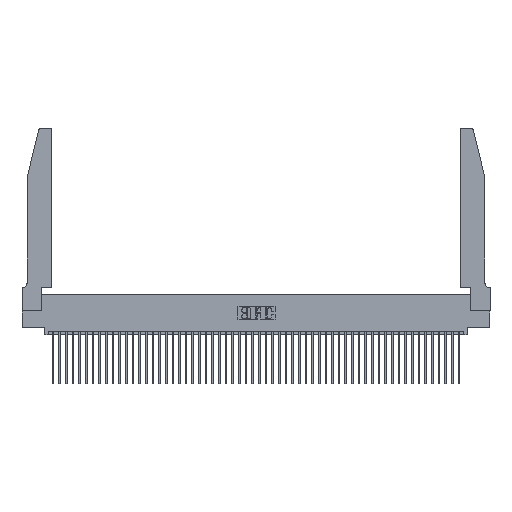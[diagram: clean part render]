
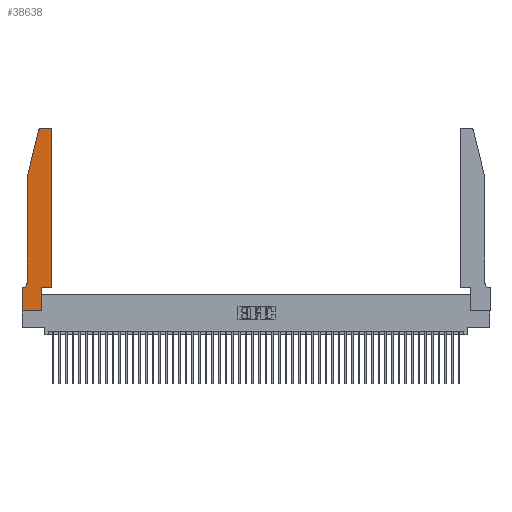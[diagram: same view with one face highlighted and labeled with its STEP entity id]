
A CAD part, top view. The second image highlights one B-rep face of the part: STEP entity #38638.
In plain terms, the highlighted planar face has unit normal (0, 0, 1).
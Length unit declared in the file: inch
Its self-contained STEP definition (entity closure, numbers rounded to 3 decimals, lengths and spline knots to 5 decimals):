
#567 = DIRECTION ( 'NONE',  ( -1., 0., 0. ) ) ;
#1392 = LINE ( 'NONE', #12754, #18833 ) ;
#1715 = CARTESIAN_POINT ( 'NONE',  ( 0., 0., 0.37 ) ) ;
#2116 = CARTESIAN_POINT ( 'NONE',  ( 0.0755, 0.42, 0.37 ) ) ;
#2364 = DIRECTION ( 'NONE',  ( 0., 1., 0. ) ) ;
#3289 = VECTOR ( 'NONE', #2364, 39.37008 ) ;
#3330 = DIRECTION ( 'NONE',  ( -0.239, -0.971, 0. ) ) ;
#3418 = ORIENTED_EDGE ( 'NONE', *, *, #31729, .T. ) ;
#4307 = EDGE_CURVE ( 'NONE', #9995, #19190, #27879, .T. ) ;
#5097 = EDGE_CURVE ( 'NONE', #40691, #46747, #46644, .T. ) ;
#6650 = VERTEX_POINT ( 'NONE', #14252 ) ;
#6799 = DIRECTION ( 'NONE',  ( 0., 1., 0. ) ) ;
#7251 = ORIENTED_EDGE ( 'NONE', *, *, #19438, .T. ) ;
#7426 = DIRECTION ( 'NONE',  ( 0., 0., 1. ) ) ;
#7526 = DIRECTION ( 'NONE',  ( 1., 0., 0. ) ) ;
#7936 = ORIENTED_EDGE ( 'NONE', *, *, #38537, .T. ) ;
#8428 = CARTESIAN_POINT ( 'NONE',  ( 0.0055, 0.35, 0.37 ) ) ;
#8581 = ORIENTED_EDGE ( 'NONE', *, *, #21242, .T. ) ;
#9195 = ORIENTED_EDGE ( 'NONE', *, *, #5097, .T. ) ;
#9745 = EDGE_CURVE ( 'NONE', #46747, #33581, #38527, .T. ) ;
#9995 = VERTEX_POINT ( 'NONE', #11451 ) ;
#10396 = EDGE_CURVE ( 'NONE', #42396, #6650, #12809, .T. ) ;
#11206 = CARTESIAN_POINT ( 'NONE',  ( 0.4505, 2.72, 0.37 ) ) ;
#11406 = EDGE_CURVE ( 'NONE', #27444, #40691, #38937, .T. ) ;
#11451 = CARTESIAN_POINT ( 'NONE',  ( 0.4505, 0.35, 0.37 ) ) ;
#12170 = CARTESIAN_POINT ( 'NONE',  ( 0.2865, 0., 0.37 ) ) ;
#12754 = CARTESIAN_POINT ( 'NONE',  ( 0.0755, 0.35, 0.37 ) ) ;
#12809 = LINE ( 'NONE', #49406, #3289 ) ;
#13561 = ORIENTED_EDGE ( 'NONE', *, *, #16340, .T. ) ;
#13991 = AXIS2_PLACEMENT_3D ( 'NONE', #23177, #7426, #34917 ) ;
#14252 = CARTESIAN_POINT ( 'NONE',  ( 0.2865, 0.35, 0.37 ) ) ;
#14929 = DIRECTION ( 'NONE',  ( 0., 0., 1. ) ) ;
#15047 = VECTOR ( 'NONE', #50783, 39.37008 ) ;
#15470 = LINE ( 'NONE', #35000, #25942 ) ;
#15964 = ORIENTED_EDGE ( 'NONE', *, *, #11406, .T. ) ;
#16291 = DIRECTION ( 'NONE',  ( 0., 0., 1. ) ) ;
#16340 = EDGE_CURVE ( 'NONE', #6650, #9995, #15470, .T. ) ;
#17265 = ORIENTED_EDGE ( 'NONE', *, *, #4307, .T. ) ;
#17818 = VECTOR ( 'NONE', #40698, 39.37008 ) ;
#18833 = VECTOR ( 'NONE', #20638, 39.37008 ) ;
#19190 = VERTEX_POINT ( 'NONE', #11206 ) ;
#19438 = EDGE_CURVE ( 'NONE', #34677, #35604, #1392, .T. ) ;
#20638 = DIRECTION ( 'NONE',  ( -1., 0., 0. ) ) ;
#21242 = EDGE_CURVE ( 'NONE', #35604, #35507, #44443, .T. ) ;
#22588 = AXIS2_PLACEMENT_3D ( 'NONE', #39656, #16291, #43540 ) ;
#22744 = ORIENTED_EDGE ( 'NONE', *, *, #10396, .T. ) ;
#23177 = CARTESIAN_POINT ( 'NONE',  ( 0., 0.35, 0.37 ) ) ;
#24400 = DIRECTION ( 'NONE',  ( 0., 0., -1. ) ) ;
#24772 = VECTOR ( 'NONE', #3330, 39.37008 ) ;
#25190 = ORIENTED_EDGE ( 'NONE', *, *, #40210, .T. ) ;
#25275 = DIRECTION ( 'NONE',  ( 0., -1., 0. ) ) ;
#25531 = DIRECTION ( 'NONE',  ( 1., 0., 0. ) ) ;
#25661 = AXIS2_PLACEMENT_3D ( 'NONE', #47675, #24400, #567 ) ;
#25939 = CARTESIAN_POINT ( 'NONE',  ( 0.4205, 2.75, 0.37 ) ) ;
#25942 = VECTOR ( 'NONE', #7526, 39.37008 ) ;
#26871 = CARTESIAN_POINT ( 'NONE',  ( 0.284, 2.75, 0.37 ) ) ;
#27444 = VERTEX_POINT ( 'NONE', #26871 ) ;
#27538 = CARTESIAN_POINT ( 'NONE',  ( 0.2605, 2.75, 0.37 ) ) ;
#27879 = LINE ( 'NONE', #34297, #38213 ) ;
#29480 = ORIENTED_EDGE ( 'NONE', *, *, #48609, .T. ) ;
#29723 = CIRCLE ( 'NONE', #46322, 0.03 ) ;
#31022 = PLANE ( 'NONE',  #13991 ) ;
#31272 = ORIENTED_EDGE ( 'NONE', *, *, #9745, .T. ) ;
#31729 = EDGE_CURVE ( 'NONE', #33581, #34677, #38548, .T. ) ;
#31857 = EDGE_LOOP ( 'NONE', ( #25190, #15964, #9195, #31272, #3418, #7251, #8581, #29480, #22744, #13561, #17265, #7936 ) ) ;
#33581 = VERTEX_POINT ( 'NONE', #2116 ) ;
#34297 = CARTESIAN_POINT ( 'NONE',  ( 0.4505, 0.35, 0.37 ) ) ;
#34560 = LINE ( 'NONE', #1715, #43688 ) ;
#34677 = VERTEX_POINT ( 'NONE', #8428 ) ;
#34917 = DIRECTION ( 'NONE',  ( 1., 0., 0. ) ) ;
#35000 = CARTESIAN_POINT ( 'NONE',  ( 0.4505, 0.35, 0.37 ) ) ;
#35173 = FACE_OUTER_BOUND ( 'NONE', #31857, .T. ) ;
#35314 = VECTOR ( 'NONE', #25275, 39.37008 ) ;
#35507 = VERTEX_POINT ( 'NONE', #40719 ) ;
#35604 = VERTEX_POINT ( 'NONE', #37460 ) ;
#36613 = VERTEX_POINT ( 'NONE', #25939 ) ;
#36772 = CARTESIAN_POINT ( 'NONE',  ( 0.0755, 2., 0.37 ) ) ;
#37006 = CARTESIAN_POINT ( 'NONE',  ( 0., 0., 0.37 ) ) ;
#37460 = CARTESIAN_POINT ( 'NONE',  ( 0., 0.35, 0.37 ) ) ;
#37893 = CARTESIAN_POINT ( 'NONE',  ( 0.0755, 2., 0.37 ) ) ;
#38213 = VECTOR ( 'NONE', #6799, 39.37008 ) ;
#38322 = CARTESIAN_POINT ( 'NONE',  ( 0.4205, 2.72, 0.37 ) ) ;
#38527 = LINE ( 'NONE', #36772, #17818 ) ;
#38537 = EDGE_CURVE ( 'NONE', #19190, #36613, #29723, .T. ) ;
#38548 = CIRCLE ( 'NONE', #25661, 0.07 ) ;
#38638 = ADVANCED_FACE ( 'NONE', ( #35173 ), #31022, .T. ) ;
#38937 = CIRCLE ( 'NONE', #22588, 0.03 ) ;
#39656 = CARTESIAN_POINT ( 'NONE',  ( 0.284, 2.72, 0.37 ) ) ;
#40210 = EDGE_CURVE ( 'NONE', #36613, #27444, #46171, .T. ) ;
#40691 = VERTEX_POINT ( 'NONE', #43824 ) ;
#40698 = DIRECTION ( 'NONE',  ( 0., -1., 0. ) ) ;
#40719 = CARTESIAN_POINT ( 'NONE',  ( 0., 0., 0.37 ) ) ;
#42214 = DIRECTION ( 'NONE',  ( 1., 0., 0. ) ) ;
#42396 = VERTEX_POINT ( 'NONE', #12170 ) ;
#43540 = DIRECTION ( 'NONE',  ( 1., 0., 0. ) ) ;
#43688 = VECTOR ( 'NONE', #25531, 39.37008 ) ;
#43824 = CARTESIAN_POINT ( 'NONE',  ( 0.25487, 2.72718, 0.37 ) ) ;
#44443 = LINE ( 'NONE', #37006, #35314 ) ;
#46171 = LINE ( 'NONE', #27538, #15047 ) ;
#46322 = AXIS2_PLACEMENT_3D ( 'NONE', #38322, #14929, #42214 ) ;
#46644 = LINE ( 'NONE', #50164, #24772 ) ;
#46747 = VERTEX_POINT ( 'NONE', #37893 ) ;
#47675 = CARTESIAN_POINT ( 'NONE',  ( 0.0055, 0.42, 0.37 ) ) ;
#48609 = EDGE_CURVE ( 'NONE', #35507, #42396, #34560, .T. ) ;
#49406 = CARTESIAN_POINT ( 'NONE',  ( 0.2865, 0.35, 0.37 ) ) ;
#50164 = CARTESIAN_POINT ( 'NONE',  ( 0.0755, 2., 0.37 ) ) ;
#50783 = DIRECTION ( 'NONE',  ( -1., 0., 0. ) ) ;
